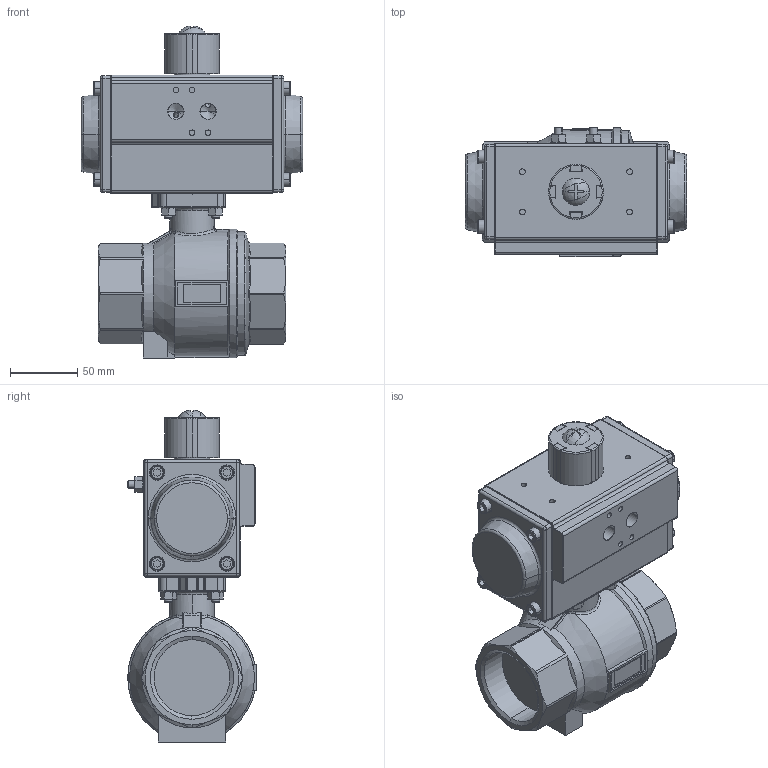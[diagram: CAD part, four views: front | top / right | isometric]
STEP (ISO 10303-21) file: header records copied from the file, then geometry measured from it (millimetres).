
FILE_DESCRIPTION(('HOOPS Exchange Step'),'2;1');
FILE_NAME('PK0200_DN50.stp','2025-04-02T11:51:03+02:00',('nieru'),('Unknown organisation'),'HOOPS Exchange 2024.2','HOOPS Exchange','Unknown authorisation');
FILE_SCHEMA( ('AP203_CONFIGURATION_CONTROLLED_3D_DESIGN_OF_MECHANICAL_PARTS_AND_ASSEMBLIES_MIM_LF') );
Length unit declared in the file: millimetre
Products named in the file (5): 0; root
Assembly tree (4 placements, depth 3):
  root
    0
      0
      0
      0
Bounding box: 165 x 96 x 247.65 mm (x, y, z)
Volume: 1340631.6 mm3; surface area: 212792.4 mm2
Topology: 34 solids, 34 shells, 1413 faces, 3539 edges, 2235 vertices
Faces by surface type: plane 568, cylinder 392, cone 176, torus 130, bspline 109, sphere 38
Full cylindrical faces by diameter (mm): 5 x5, 6 x4
Entity records: 51470 total; most frequent: CARTESIAN_POINT 18790, ORIENTED_EDGE 6994, DIRECTION 6366, EDGE_CURVE 3497, AXIS2_PLACEMENT_3D 2423, VERTEX_POINT 2237, EDGE_LOOP 1564, FACE_BOUND 1564
